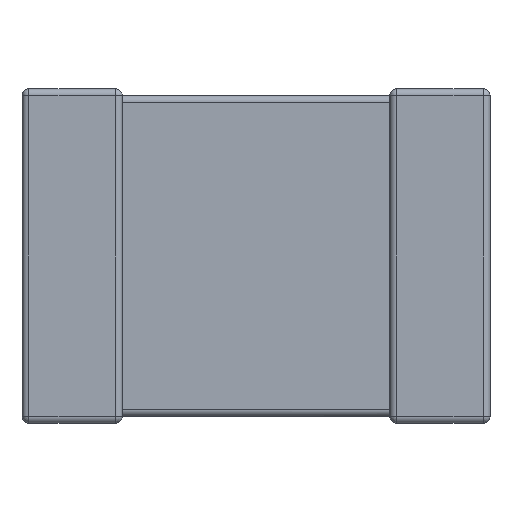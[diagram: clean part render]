
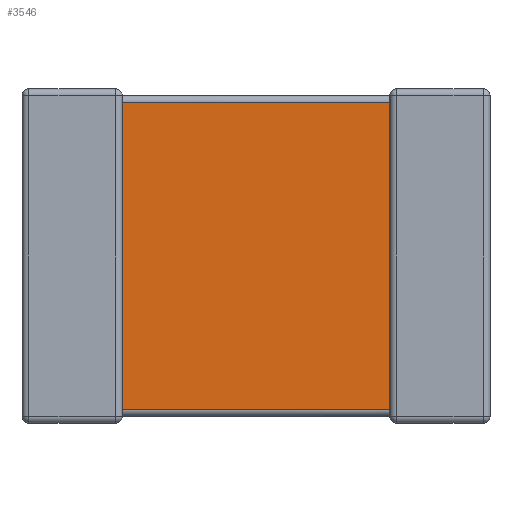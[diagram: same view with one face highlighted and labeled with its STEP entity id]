
A CAD part, front view. The second image highlights one B-rep face of the part: STEP entity #3546.
In plain terms, the highlighted planar face has unit normal (0, -1, 0).
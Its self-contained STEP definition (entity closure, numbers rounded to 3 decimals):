
#438 = VECTOR ( 'NONE', #1349, 1000. ) ;
#792 = VECTOR ( 'NONE', #7526, 1000. ) ;
#801 = LINE ( 'NONE', #5507, #1150 ) ;
#821 = EDGE_CURVE ( 'NONE', #5588, #4678, #3278, .T. ) ;
#962 = ORIENTED_EDGE ( 'NONE', *, *, #7072, .T. ) ;
#1093 = CARTESIAN_POINT ( 'NONE',  ( 3.85, 0.07, -3.36 ) ) ;
#1150 = VECTOR ( 'NONE', #4284, 1000. ) ;
#1214 = CARTESIAN_POINT ( 'NONE',  ( 1.05, 0.07, -3.5 ) ) ;
#1308 = CARTESIAN_POINT ( 'NONE',  ( 3.85, 0.07, -3.36 ) ) ;
#1349 = DIRECTION ( 'NONE',  ( 1., 0., 0. ) ) ;
#1471 = PLANE ( 'NONE',  #6373 ) ;
#1597 = EDGE_CURVE ( 'NONE', #1929, #4444, #5314, .T. ) ;
#1701 = EDGE_CURVE ( 'NONE', #4678, #4444, #801, .T. ) ;
#1929 = VERTEX_POINT ( 'NONE', #7223 ) ;
#2638 = FACE_OUTER_BOUND ( 'NONE', #2653, .T. ) ;
#2653 = EDGE_LOOP ( 'NONE', ( #7229, #962, #3600, #4785 ) ) ;
#3278 = LINE ( 'NONE', #4416, #5587 ) ;
#3546 = ADVANCED_FACE ( 'NONE', ( #2638 ), #1471, .T. ) ;
#3600 = ORIENTED_EDGE ( 'NONE', *, *, #821, .T. ) ;
#3786 = CARTESIAN_POINT ( 'NONE',  ( 3.85, 0.07, -0.14 ) ) ;
#4284 = DIRECTION ( 'NONE',  ( -1., 0., 0. ) ) ;
#4416 = CARTESIAN_POINT ( 'NONE',  ( 3.85, 0.07, -3.5 ) ) ;
#4444 = VERTEX_POINT ( 'NONE', #6178 ) ;
#4678 = VERTEX_POINT ( 'NONE', #3786 ) ;
#4785 = ORIENTED_EDGE ( 'NONE', *, *, #1701, .T. ) ;
#4950 = DIRECTION ( 'NONE',  ( 0., 0., 1. ) ) ;
#4997 = CARTESIAN_POINT ( 'NONE',  ( 1.05, 0.07, -3.5 ) ) ;
#5102 = DIRECTION ( 'NONE',  ( 0., -1., 0. ) ) ;
#5314 = LINE ( 'NONE', #1214, #792 ) ;
#5507 = CARTESIAN_POINT ( 'NONE',  ( 1.05, 0.07, -0.14 ) ) ;
#5587 = VECTOR ( 'NONE', #4950, 1000. ) ;
#5588 = VERTEX_POINT ( 'NONE', #1093 ) ;
#6178 = CARTESIAN_POINT ( 'NONE',  ( 1.05, 0.07, -0.14 ) ) ;
#6373 = AXIS2_PLACEMENT_3D ( 'NONE', #4997, #5102, #6764 ) ;
#6557 = LINE ( 'NONE', #1308, #438 ) ;
#6764 = DIRECTION ( 'NONE',  ( 0., 0., -1. ) ) ;
#7072 = EDGE_CURVE ( 'NONE', #1929, #5588, #6557, .T. ) ;
#7223 = CARTESIAN_POINT ( 'NONE',  ( 1.05, 0.07, -3.36 ) ) ;
#7229 = ORIENTED_EDGE ( 'NONE', *, *, #1597, .F. ) ;
#7526 = DIRECTION ( 'NONE',  ( 0., 0., 1. ) ) ;
